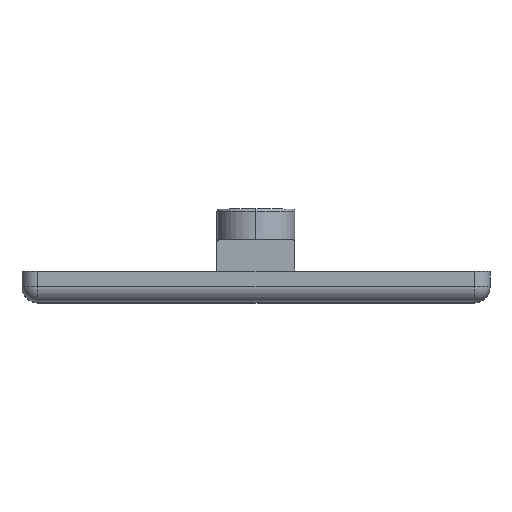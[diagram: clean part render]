
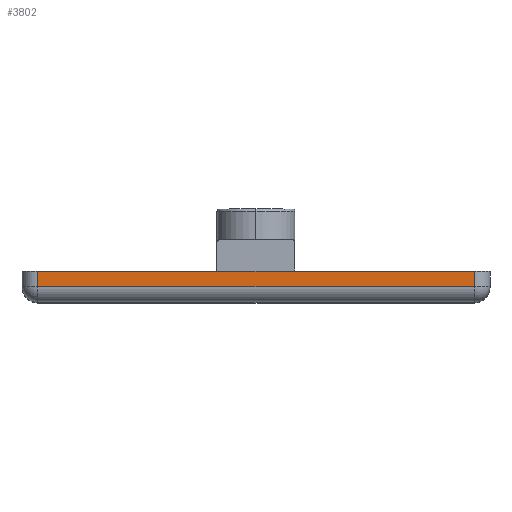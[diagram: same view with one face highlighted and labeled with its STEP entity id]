
A CAD part, top view. The second image highlights one B-rep face of the part: STEP entity #3802.
In plain terms, the highlighted planar face has unit normal (0, 0, 1).
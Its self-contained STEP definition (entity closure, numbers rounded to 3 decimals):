
#319 = LINE ( 'NONE', #2420, #2792 ) ;
#528 = CARTESIAN_POINT ( 'NONE',  ( 28., 4., 30. ) ) ;
#551 = VERTEX_POINT ( 'NONE', #3055 ) ;
#763 = CARTESIAN_POINT ( 'NONE',  ( -28., 4., 30. ) ) ;
#776 = AXIS2_PLACEMENT_3D ( 'NONE', #763, #4455, #4767 ) ;
#891 = VECTOR ( 'NONE', #1152, 1000. ) ;
#900 = EDGE_CURVE ( 'NONE', #3367, #1217, #4020, .T. ) ;
#1152 = DIRECTION ( 'NONE',  ( 0., -1., 0. ) ) ;
#1217 = VERTEX_POINT ( 'NONE', #5401 ) ;
#1420 = EDGE_CURVE ( 'NONE', #551, #3888, #3672, .T. ) ;
#1612 = EDGE_LOOP ( 'NONE', ( #6287, #4648, #4556, #4232 ) ) ;
#1907 = LINE ( 'NONE', #5584, #3310 ) ;
#2420 = CARTESIAN_POINT ( 'NONE',  ( -28., 4., 30. ) ) ;
#2792 = VECTOR ( 'NONE', #6683, 1000. ) ;
#2895 = DIRECTION ( 'NONE',  ( 1., 0., 0. ) ) ;
#3055 = CARTESIAN_POINT ( 'NONE',  ( 28., 4., 30. ) ) ;
#3195 = CARTESIAN_POINT ( 'NONE',  ( 28., 2., 30. ) ) ;
#3310 = VECTOR ( 'NONE', #2895, 1000. ) ;
#3367 = VERTEX_POINT ( 'NONE', #3527 ) ;
#3383 = PLANE ( 'NONE',  #776 ) ;
#3527 = CARTESIAN_POINT ( 'NONE',  ( -28., 4., 30. ) ) ;
#3672 = LINE ( 'NONE', #528, #891 ) ;
#3802 = ADVANCED_FACE ( 'NONE', ( #5706 ), #3383, .F. ) ;
#3888 = VERTEX_POINT ( 'NONE', #3195 ) ;
#4020 = LINE ( 'NONE', #5442, #6697 ) ;
#4120 = EDGE_CURVE ( 'NONE', #3367, #551, #319, .T. ) ;
#4232 = ORIENTED_EDGE ( 'NONE', *, *, #4120, .F. ) ;
#4455 = DIRECTION ( 'NONE',  ( 0., 0., -1. ) ) ;
#4556 = ORIENTED_EDGE ( 'NONE', *, *, #1420, .F. ) ;
#4648 = ORIENTED_EDGE ( 'NONE', *, *, #5583, .T. ) ;
#4767 = DIRECTION ( 'NONE',  ( -1., 0., 0. ) ) ;
#5401 = CARTESIAN_POINT ( 'NONE',  ( -28., 2., 30. ) ) ;
#5442 = CARTESIAN_POINT ( 'NONE',  ( -28., 4., 30. ) ) ;
#5583 = EDGE_CURVE ( 'NONE', #1217, #3888, #1907, .T. ) ;
#5584 = CARTESIAN_POINT ( 'NONE',  ( -28., 2., 30. ) ) ;
#5631 = DIRECTION ( 'NONE',  ( 0., -1., 0. ) ) ;
#5706 = FACE_OUTER_BOUND ( 'NONE', #1612, .T. ) ;
#6287 = ORIENTED_EDGE ( 'NONE', *, *, #900, .T. ) ;
#6683 = DIRECTION ( 'NONE',  ( 1., 0., 0. ) ) ;
#6697 = VECTOR ( 'NONE', #5631, 1000. ) ;
